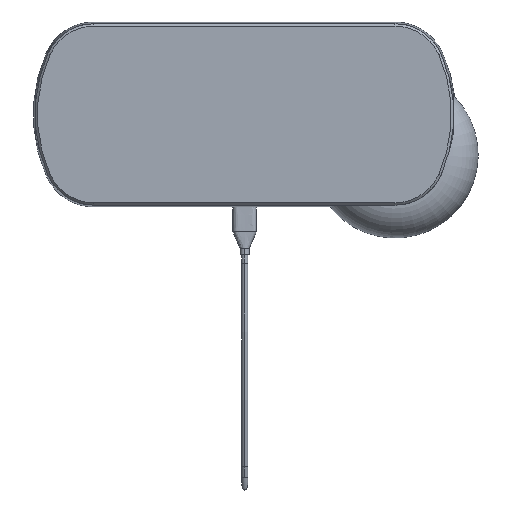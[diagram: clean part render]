
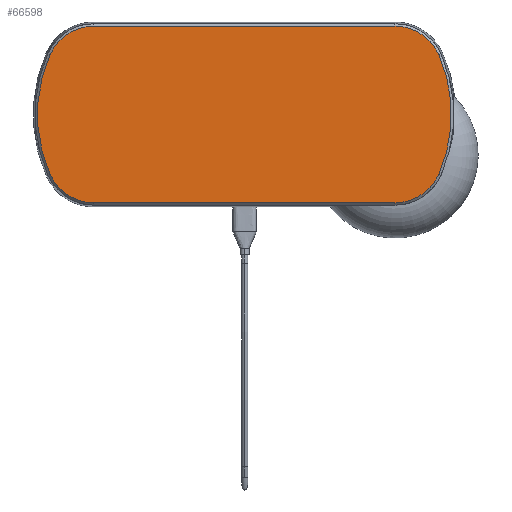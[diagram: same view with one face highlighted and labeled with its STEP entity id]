
A CAD part, front view. The second image highlights one B-rep face of the part: STEP entity #66598.
In plain terms, the highlighted planar face has unit normal (0, -1, 0).
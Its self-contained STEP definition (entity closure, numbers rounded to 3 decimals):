
#125 = ORIENTED_EDGE ( 'NONE', *, *, #59796, .F. ) ;
#166 = ORIENTED_EDGE ( 'NONE', *, *, #35752, .F. ) ;
#2609 = AXIS2_PLACEMENT_3D ( 'NONE', #35239, #46775, #29608 ) ;
#3181 = CARTESIAN_POINT ( 'NONE',  ( 73.018, -25.117, 245.452 ) ) ;
#5617 = DIRECTION ( 'NONE',  ( 0., 1., 0. ) ) ;
#7827 = AXIS2_PLACEMENT_3D ( 'NONE', #8394, #46984, #64177 ) ;
#8247 = VERTEX_POINT ( 'NONE', #52121 ) ;
#8376 = ORIENTED_EDGE ( 'NONE', *, *, #12523, .F. ) ;
#8394 = CARTESIAN_POINT ( 'NONE',  ( 73.018, -25.117, 222.452 ) ) ;
#8699 = DIRECTION ( 'NONE',  ( -1., 0., 0. ) ) ;
#9389 = VECTOR ( 'NONE', #8699, 1000. ) ;
#9662 = DIRECTION ( 'NONE',  ( 0., 1., 0. ) ) ;
#10354 = CARTESIAN_POINT ( 'NONE',  ( -71.748, -25.117, 222.452 ) ) ;
#11508 = CIRCLE ( 'NONE', #2609, 23. ) ;
#12506 = VECTOR ( 'NONE', #64121, 1000. ) ;
#12523 = EDGE_CURVE ( 'NONE', #55235, #69625, #45076, .T. ) ;
#13025 = DIRECTION ( 'NONE',  ( 0., 0., 1. ) ) ;
#14386 = AXIS2_PLACEMENT_3D ( 'NONE', #43567, #9662, #72331 ) ;
#16025 = DIRECTION ( 'NONE',  ( 0., 1., 0. ) ) ;
#16192 = CIRCLE ( 'NONE', #14386, 71. ) ;
#16198 = DIRECTION ( 'NONE',  ( 0., 0., 1. ) ) ;
#16663 = CARTESIAN_POINT ( 'NONE',  ( 29.135, -25.117, 203.002 ) ) ;
#18194 = DIRECTION ( 'NONE',  ( 0., 1., 0. ) ) ;
#19836 = FACE_OUTER_BOUND ( 'NONE', #52964, .T. ) ;
#19873 = CARTESIAN_POINT ( 'NONE',  ( -71.748, -25.117, 245.452 ) ) ;
#21395 = CARTESIAN_POINT ( 'NONE',  ( 73.018, -25.117, 160.552 ) ) ;
#21674 = VERTEX_POINT ( 'NONE', #59298 ) ;
#22096 = CARTESIAN_POINT ( 'NONE',  ( -71.748, -25.117, 183.552 ) ) ;
#22543 = LINE ( 'NONE', #70358, #9389 ) ;
#23413 = VERTEX_POINT ( 'NONE', #21395 ) ;
#29200 = EDGE_CURVE ( 'NONE', #45114, #55235, #41426, .T. ) ;
#29608 = DIRECTION ( 'NONE',  ( 0., 0., 1. ) ) ;
#31005 = ORIENTED_EDGE ( 'NONE', *, *, #29200, .F. ) ;
#33006 = DIRECTION ( 'NONE',  ( -1., 0., 0. ) ) ;
#33436 = PLANE ( 'NONE',  #40189 ) ;
#35239 = CARTESIAN_POINT ( 'NONE',  ( -71.748, -25.117, 183.552 ) ) ;
#35671 = ORIENTED_EDGE ( 'NONE', *, *, #44502, .F. ) ;
#35752 = EDGE_CURVE ( 'NONE', #8247, #21674, #11508, .T. ) ;
#36165 = AXIS2_PLACEMENT_3D ( 'NONE', #10354, #16025, #33006 ) ;
#39065 = DIRECTION ( 'NONE',  ( 0., 0., 1. ) ) ;
#39155 = CIRCLE ( 'NONE', #53134, 71. ) ;
#40189 = AXIS2_PLACEMENT_3D ( 'NONE', #22096, #43973, #39065 ) ;
#41426 = CIRCLE ( 'NONE', #36165, 23. ) ;
#43567 = CARTESIAN_POINT ( 'NONE',  ( -27.865, -25.117, 203.002 ) ) ;
#43973 = DIRECTION ( 'NONE',  ( 0., 1., 0. ) ) ;
#44502 = EDGE_CURVE ( 'NONE', #68080, #23413, #64814, .T. ) ;
#44535 = CARTESIAN_POINT ( 'NONE',  ( 94.045, -25.117, 174.232 ) ) ;
#45076 = LINE ( 'NONE', #46929, #12506 ) ;
#45114 = VERTEX_POINT ( 'NONE', #45909 ) ;
#45909 = CARTESIAN_POINT ( 'NONE',  ( -92.775, -25.117, 231.771 ) ) ;
#46775 = DIRECTION ( 'NONE',  ( 0., 1., 0. ) ) ;
#46929 = CARTESIAN_POINT ( 'NONE',  ( -71.748, -25.117, 245.452 ) ) ;
#46984 = DIRECTION ( 'NONE',  ( 0., 1., 0. ) ) ;
#49227 = ORIENTED_EDGE ( 'NONE', *, *, #68252, .F. ) ;
#50846 = ORIENTED_EDGE ( 'NONE', *, *, #67980, .F. ) ;
#52121 = CARTESIAN_POINT ( 'NONE',  ( -71.748, -25.117, 160.552 ) ) ;
#52326 = AXIS2_PLACEMENT_3D ( 'NONE', #63406, #18194, #13025 ) ;
#52421 = ORIENTED_EDGE ( 'NONE', *, *, #61213, .F. ) ;
#52964 = EDGE_LOOP ( 'NONE', ( #52421, #49227, #8376, #31005, #50846, #166, #125, #35671 ) ) ;
#53134 = AXIS2_PLACEMENT_3D ( 'NONE', #16663, #5617, #16198 ) ;
#55235 = VERTEX_POINT ( 'NONE', #19873 ) ;
#59298 = CARTESIAN_POINT ( 'NONE',  ( -92.775, -25.117, 174.232 ) ) ;
#59796 = EDGE_CURVE ( 'NONE', #23413, #8247, #22543, .T. ) ;
#61002 = CIRCLE ( 'NONE', #7827, 23. ) ;
#61213 = EDGE_CURVE ( 'NONE', #72665, #68080, #39155, .T. ) ;
#63406 = CARTESIAN_POINT ( 'NONE',  ( 73.018, -25.117, 183.552 ) ) ;
#64121 = DIRECTION ( 'NONE',  ( 1., 0., 0. ) ) ;
#64177 = DIRECTION ( 'NONE',  ( 0., 0., 1. ) ) ;
#64814 = CIRCLE ( 'NONE', #52326, 23. ) ;
#66598 = ADVANCED_FACE ( 'NONE', ( #19836 ), #33436, .F. ) ;
#67980 = EDGE_CURVE ( 'NONE', #21674, #45114, #16192, .T. ) ;
#68080 = VERTEX_POINT ( 'NONE', #44535 ) ;
#68252 = EDGE_CURVE ( 'NONE', #69625, #72665, #61002, .T. ) ;
#68377 = CARTESIAN_POINT ( 'NONE',  ( 94.045, -25.117, 231.771 ) ) ;
#69625 = VERTEX_POINT ( 'NONE', #3181 ) ;
#70358 = CARTESIAN_POINT ( 'NONE',  ( -71.748, -25.117, 160.552 ) ) ;
#72331 = DIRECTION ( 'NONE',  ( 0., 0., 1. ) ) ;
#72665 = VERTEX_POINT ( 'NONE', #68377 ) ;
